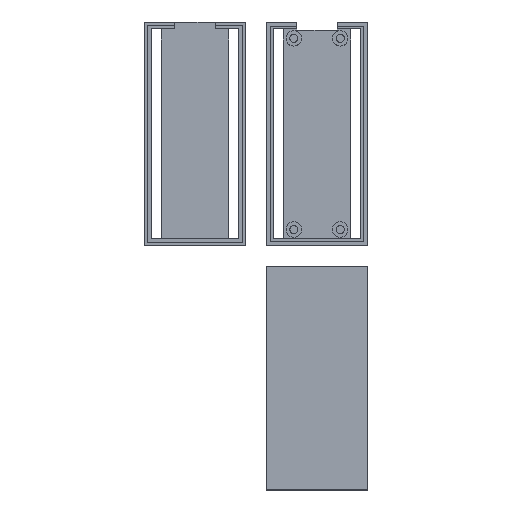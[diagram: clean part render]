
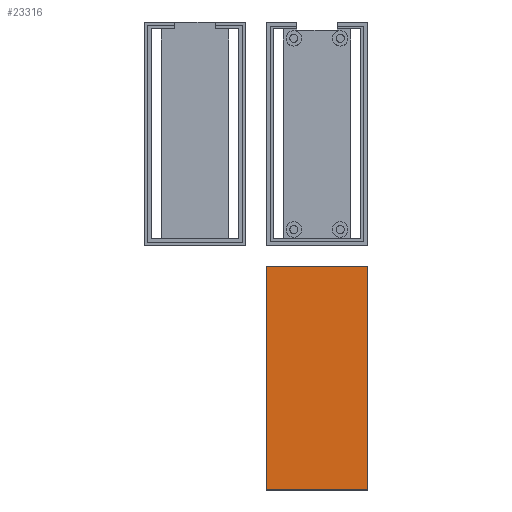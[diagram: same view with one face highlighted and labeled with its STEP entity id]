
A CAD part, top view. The second image highlights one B-rep face of the part: STEP entity #23316.
In plain terms, the highlighted planar face has unit normal (0, 0, 1).
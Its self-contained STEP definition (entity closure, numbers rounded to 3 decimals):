
#2565=FACE_OUTER_BOUND('',#3908,.T.);
#3908=EDGE_LOOP('',(#20943,#20944,#20945,#20946));
#6388=LINE('',#38483,#8949);
#6389=LINE('',#38485,#8950);
#6390=LINE('',#38487,#8951);
#6391=LINE('',#38488,#8952);
#8949=VECTOR('',#31641,10.);
#8950=VECTOR('',#31642,10.);
#8951=VECTOR('',#31643,10.);
#8952=VECTOR('',#31644,10.);
#11202=VERTEX_POINT('',#38481);
#11203=VERTEX_POINT('',#38482);
#11204=VERTEX_POINT('',#38484);
#11205=VERTEX_POINT('',#38486);
#14472=EDGE_CURVE('',#11202,#11203,#6388,.T.);
#14473=EDGE_CURVE('',#11203,#11204,#6389,.T.);
#14474=EDGE_CURVE('',#11204,#11205,#6390,.T.);
#14475=EDGE_CURVE('',#11205,#11202,#6391,.T.);
#20943=ORIENTED_EDGE('',*,*,#14472,.T.);
#20944=ORIENTED_EDGE('',*,*,#14473,.T.);
#20945=ORIENTED_EDGE('',*,*,#14474,.T.);
#20946=ORIENTED_EDGE('',*,*,#14475,.T.);
#22104=PLANE('',#25362);
#23316=ADVANCED_FACE('',(#2565),#22104,.T.);
#25362=AXIS2_PLACEMENT_3D('',#38480,#31639,#31640);
#31639=DIRECTION('center_axis',(0.,0.,1.));
#31640=DIRECTION('ref_axis',(1.,0.,0.));
#31641=DIRECTION('',(0.,1.,0.));
#31642=DIRECTION('',(-1.,0.,0.));
#31643=DIRECTION('',(0.,-1.,0.));
#31644=DIRECTION('',(1.,0.,0.));
#38480=CARTESIAN_POINT('Origin',(10.5,25.5,10.));
#38481=CARTESIAN_POINT('',(23.,-2.,10.));
#38482=CARTESIAN_POINT('',(23.,53.,10.));
#38483=CARTESIAN_POINT('',(23.,11.75,10.));
#38484=CARTESIAN_POINT('',(-2.,53.,10.));
#38485=CARTESIAN_POINT('',(16.75,53.,10.));
#38486=CARTESIAN_POINT('',(-2.,-2.,10.));
#38487=CARTESIAN_POINT('',(-2.,39.25,10.));
#38488=CARTESIAN_POINT('',(4.25,-2.,10.));
